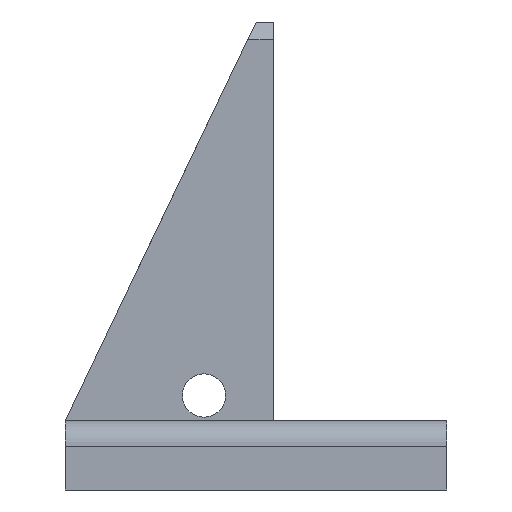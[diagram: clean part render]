
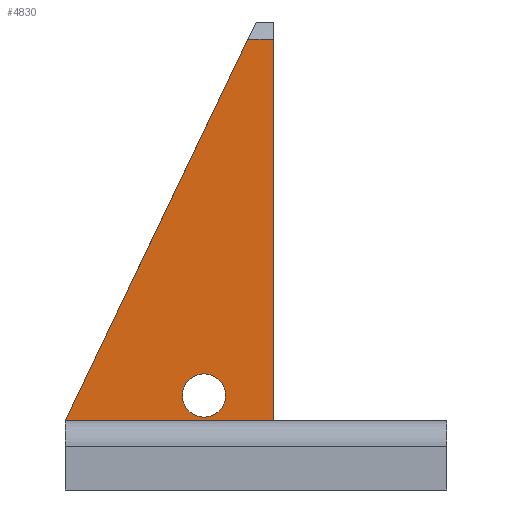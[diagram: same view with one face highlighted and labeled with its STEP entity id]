
A CAD part, front view. The second image highlights one B-rep face of the part: STEP entity #4830.
In plain terms, the highlighted planar face has unit normal (0, -1, 0).
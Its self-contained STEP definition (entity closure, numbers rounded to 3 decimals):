
#769 = PLANE('',#770);
#770 = AXIS2_PLACEMENT_3D('',#771,#772,#773);
#771 = CARTESIAN_POINT('',(21.,26.,23.));
#772 = DIRECTION('',(0.,0.,-1.));
#773 = DIRECTION('',(-1.,0.,0.));
#1460 = PLANE('',#1461);
#1461 = AXIS2_PLACEMENT_3D('',#1462,#1463,#1464);
#1462 = CARTESIAN_POINT('',(23.,4.,23.));
#1463 = DIRECTION('',(-1.,0.,0.));
#1464 = DIRECTION('',(0.,-0.,-1.));
#1878 = VERTEX_POINT('',#1879);
#1879 = CARTESIAN_POINT('',(-1.,4.,23.));
#1893 = PLANE('',#1894);
#1894 = AXIS2_PLACEMENT_3D('',#1895,#1896,#1897);
#1895 = CARTESIAN_POINT('',(21.,4.,69.));
#1896 = DIRECTION('',(0.902,0.,-0.431));
#1897 = DIRECTION('',(0.431,0.,0.902));
#2509 = VERTEX_POINT('',#2510);
#2510 = CARTESIAN_POINT('',(23.,4.,23.));
#2531 = EDGE_CURVE('',#1878,#2509,#2532,.T.);
#2532 = SURFACE_CURVE('',#2533,(#2537,#2544),.PCURVE_S1.);
#2533 = LINE('',#2534,#2535);
#2534 = CARTESIAN_POINT('',(-1.,4.,23.));
#2535 = VECTOR('',#2536,1.);
#2536 = DIRECTION('',(1.,0.,0.));
#2537 = PCURVE('',#769,#2538);
#2538 = DEFINITIONAL_REPRESENTATION('',(#2539),#2543);
#2539 = LINE('',#2540,#2541);
#2540 = CARTESIAN_POINT('',(22.,-22.));
#2541 = VECTOR('',#2542,1.);
#2542 = DIRECTION('',(-1.,0.));
#2543 = ( GEOMETRIC_REPRESENTATION_CONTEXT(2) 
PARAMETRIC_REPRESENTATION_CONTEXT() REPRESENTATION_CONTEXT('2D SPACE',''
  ) );
#2544 = PCURVE('',#2545,#2550);
#2545 = PLANE('',#2546);
#2546 = AXIS2_PLACEMENT_3D('',#2547,#2548,#2549);
#2547 = CARTESIAN_POINT('',(15.252,4.,41.886));
#2548 = DIRECTION('',(0.,1.,0.));
#2549 = DIRECTION('',(0.,0.,1.));
#2550 = DEFINITIONAL_REPRESENTATION('',(#2551),#2555);
#2551 = LINE('',#2552,#2553);
#2552 = CARTESIAN_POINT('',(-18.886,-16.252));
#2553 = VECTOR('',#2554,1.);
#2554 = DIRECTION('',(-0.,1.));
#2555 = ( GEOMETRIC_REPRESENTATION_CONTEXT(2) 
PARAMETRIC_REPRESENTATION_CONTEXT() REPRESENTATION_CONTEXT('2D SPACE',''
  ) );
#3129 = EDGE_CURVE('',#2509,#3130,#3132,.T.);
#3130 = VERTEX_POINT('',#3131);
#3131 = CARTESIAN_POINT('',(23.,4.,67.));
#3132 = SURFACE_CURVE('',#3133,(#3137,#3144),.PCURVE_S1.);
#3133 = LINE('',#3134,#3135);
#3134 = CARTESIAN_POINT('',(23.,4.,23.));
#3135 = VECTOR('',#3136,1.);
#3136 = DIRECTION('',(0.,0.,1.));
#3137 = PCURVE('',#1460,#3138);
#3138 = DEFINITIONAL_REPRESENTATION('',(#3139),#3143);
#3139 = LINE('',#3140,#3141);
#3140 = CARTESIAN_POINT('',(-0.,0.));
#3141 = VECTOR('',#3142,1.);
#3142 = DIRECTION('',(-1.,0.));
#3143 = ( GEOMETRIC_REPRESENTATION_CONTEXT(2) 
PARAMETRIC_REPRESENTATION_CONTEXT() REPRESENTATION_CONTEXT('2D SPACE',''
  ) );
#3144 = PCURVE('',#2545,#3145);
#3145 = DEFINITIONAL_REPRESENTATION('',(#3146),#3150);
#3146 = LINE('',#3147,#3148);
#3147 = CARTESIAN_POINT('',(-18.886,7.748));
#3148 = VECTOR('',#3149,1.);
#3149 = DIRECTION('',(1.,-0.));
#3150 = ( GEOMETRIC_REPRESENTATION_CONTEXT(2) 
PARAMETRIC_REPRESENTATION_CONTEXT() REPRESENTATION_CONTEXT('2D SPACE',''
  ) );
#3219 = PLANE('',#3220);
#3220 = AXIS2_PLACEMENT_3D('',#3221,#3222,#3223);
#3221 = CARTESIAN_POINT('',(23.,5.,68.));
#3222 = DIRECTION('',(0.,-0.707,0.707));
#3223 = DIRECTION('',(1.,0.,0.));
#4409 = CYLINDRICAL_SURFACE('',#4410,2.5);
#4410 = AXIS2_PLACEMENT_3D('',#4411,#4412,#4413);
#4411 = CARTESIAN_POINT('',(15.,0.,25.9));
#4412 = DIRECTION('',(0.,1.,0.));
#4413 = DIRECTION('',(1.,0.,0.));
#4446 = EDGE_CURVE('',#4447,#1878,#4449,.T.);
#4447 = VERTEX_POINT('',#4448);
#4448 = CARTESIAN_POINT('',(20.043,4.,67.));
#4449 = SURFACE_CURVE('',#4450,(#4454,#4461),.PCURVE_S1.);
#4450 = LINE('',#4451,#4452);
#4451 = CARTESIAN_POINT('',(21.,4.,69.));
#4452 = VECTOR('',#4453,1.);
#4453 = DIRECTION('',(-0.431,-0.,-0.902));
#4454 = PCURVE('',#1893,#4455);
#4455 = DEFINITIONAL_REPRESENTATION('',(#4456),#4460);
#4456 = LINE('',#4457,#4458);
#4457 = CARTESIAN_POINT('',(0.,0.));
#4458 = VECTOR('',#4459,1.);
#4459 = DIRECTION('',(-1.,0.));
#4460 = ( GEOMETRIC_REPRESENTATION_CONTEXT(2) 
PARAMETRIC_REPRESENTATION_CONTEXT() REPRESENTATION_CONTEXT('2D SPACE',''
  ) );
#4461 = PCURVE('',#2545,#4462);
#4462 = DEFINITIONAL_REPRESENTATION('',(#4463),#4467);
#4463 = LINE('',#4464,#4465);
#4464 = CARTESIAN_POINT('',(27.114,5.748));
#4465 = VECTOR('',#4466,1.);
#4466 = DIRECTION('',(-0.902,-0.431));
#4467 = ( GEOMETRIC_REPRESENTATION_CONTEXT(2) 
PARAMETRIC_REPRESENTATION_CONTEXT() REPRESENTATION_CONTEXT('2D SPACE',''
  ) );
#4830 = ADVANCED_FACE('',(#4831,#4857),#2545,.F.);
#4831 = FACE_BOUND('',#4832,.T.);
#4832 = EDGE_LOOP('',(#4833,#4834,#4855,#4856));
#4833 = ORIENTED_EDGE('',*,*,#3129,.T.);
#4834 = ORIENTED_EDGE('',*,*,#4835,.T.);
#4835 = EDGE_CURVE('',#3130,#4447,#4836,.T.);
#4836 = SURFACE_CURVE('',#4837,(#4841,#4848),.PCURVE_S1.);
#4837 = LINE('',#4838,#4839);
#4838 = CARTESIAN_POINT('',(23.,4.,67.));
#4839 = VECTOR('',#4840,1.);
#4840 = DIRECTION('',(-1.,0.,0.));
#4841 = PCURVE('',#2545,#4842);
#4842 = DEFINITIONAL_REPRESENTATION('',(#4843),#4847);
#4843 = LINE('',#4844,#4845);
#4844 = CARTESIAN_POINT('',(25.114,7.748));
#4845 = VECTOR('',#4846,1.);
#4846 = DIRECTION('',(-0.,-1.));
#4847 = ( GEOMETRIC_REPRESENTATION_CONTEXT(2) 
PARAMETRIC_REPRESENTATION_CONTEXT() REPRESENTATION_CONTEXT('2D SPACE',''
  ) );
#4848 = PCURVE('',#3219,#4849);
#4849 = DEFINITIONAL_REPRESENTATION('',(#4850),#4854);
#4850 = LINE('',#4851,#4852);
#4851 = CARTESIAN_POINT('',(0.,-1.414));
#4852 = VECTOR('',#4853,1.);
#4853 = DIRECTION('',(-1.,0.));
#4854 = ( GEOMETRIC_REPRESENTATION_CONTEXT(2) 
PARAMETRIC_REPRESENTATION_CONTEXT() REPRESENTATION_CONTEXT('2D SPACE',''
  ) );
#4855 = ORIENTED_EDGE('',*,*,#4446,.T.);
#4856 = ORIENTED_EDGE('',*,*,#2531,.T.);
#4857 = FACE_BOUND('',#4858,.T.);
#4858 = EDGE_LOOP('',(#4859));
#4859 = ORIENTED_EDGE('',*,*,#4860,.T.);
#4860 = EDGE_CURVE('',#4861,#4861,#4863,.T.);
#4861 = VERTEX_POINT('',#4862);
#4862 = CARTESIAN_POINT('',(17.5,4.,25.9));
#4863 = SURFACE_CURVE('',#4864,(#4869,#4876),.PCURVE_S1.);
#4864 = CIRCLE('',#4865,2.5);
#4865 = AXIS2_PLACEMENT_3D('',#4866,#4867,#4868);
#4866 = CARTESIAN_POINT('',(15.,4.,25.9));
#4867 = DIRECTION('',(-0.,1.,0.));
#4868 = DIRECTION('',(1.,0.,0.));
#4869 = PCURVE('',#2545,#4870);
#4870 = DEFINITIONAL_REPRESENTATION('',(#4871),#4875);
#4871 = CIRCLE('',#4872,2.5);
#4872 = AXIS2_PLACEMENT_2D('',#4873,#4874);
#4873 = CARTESIAN_POINT('',(-15.986,-0.252));
#4874 = DIRECTION('',(0.,1.));
#4875 = ( GEOMETRIC_REPRESENTATION_CONTEXT(2) 
PARAMETRIC_REPRESENTATION_CONTEXT() REPRESENTATION_CONTEXT('2D SPACE',''
  ) );
#4876 = PCURVE('',#4409,#4877);
#4877 = DEFINITIONAL_REPRESENTATION('',(#4878),#4882);
#4878 = LINE('',#4879,#4880);
#4879 = CARTESIAN_POINT('',(0.,4.));
#4880 = VECTOR('',#4881,1.);
#4881 = DIRECTION('',(1.,0.));
#4882 = ( GEOMETRIC_REPRESENTATION_CONTEXT(2) 
PARAMETRIC_REPRESENTATION_CONTEXT() REPRESENTATION_CONTEXT('2D SPACE',''
  ) );
